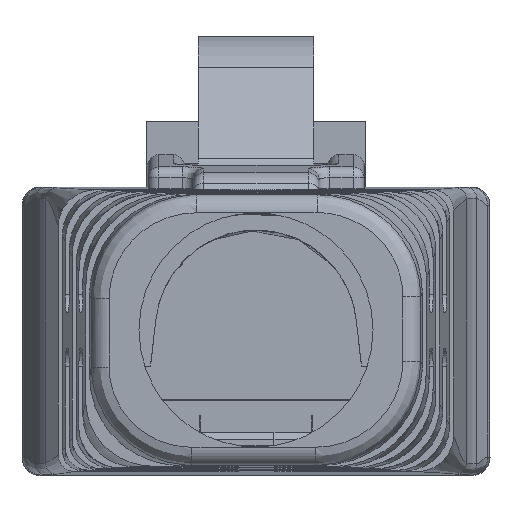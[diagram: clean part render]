
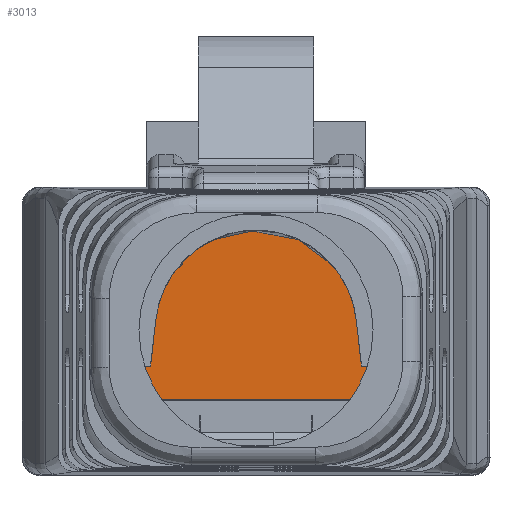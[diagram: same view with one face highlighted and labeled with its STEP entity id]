
A CAD part, top view. The second image highlights one B-rep face of the part: STEP entity #3013.
In plain terms, the highlighted planar face has unit normal (0, 0, 1).
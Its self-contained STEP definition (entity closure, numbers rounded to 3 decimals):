
#679=AXIS2_PLACEMENT_3D('Plane Axis2P3D',#676,#677,#678) ;
#676=CARTESIAN_POINT('Axis2P3D Location',(1.41,6.5,22.1)) ;
#1323=CARTESIAN_POINT('Vertex',(11.5,2.09,22.1)) ;
#1326=CARTESIAN_POINT('Line Origine',(6.5,2.09,22.1)) ;
#1330=CARTESIAN_POINT('Vertex',(1.5,2.09,22.1)) ;
#2893=CARTESIAN_POINT('Control Point',(2.,7.239,22.1)) ;
#2894=CARTESIAN_POINT('Control Point',(1.942,7.239,22.1)) ;
#2895=CARTESIAN_POINT('Control Point',(1.882,7.23,22.1)) ;
#2896=CARTESIAN_POINT('Control Point',(1.825,7.213,22.1)) ;
#2897=CARTESIAN_POINT('Control Point',(1.731,7.168,22.1)) ;
#2898=CARTESIAN_POINT('Control Point',(1.65,7.1,22.1)) ;
#2899=CARTESIAN_POINT('Control Point',(1.621,7.069,22.1)) ;
#2900=CARTESIAN_POINT('Control Point',(1.596,7.036,22.1)) ;
#2901=CARTESIAN_POINT('Control Point',(1.574,7.,22.1)) ;
#2902=CARTESIAN_POINT('Vertex',(2.,7.239,22.1)) ;
#2904=CARTESIAN_POINT('Vertex',(1.574,7.,22.1)) ;
#2908=CARTESIAN_POINT('Control Point',(1.574,7.,22.1)) ;
#2909=CARTESIAN_POINT('Control Point',(1.561,6.979,22.1)) ;
#2910=CARTESIAN_POINT('Control Point',(1.549,6.957,22.1)) ;
#2911=CARTESIAN_POINT('Control Point',(1.539,6.935,22.1)) ;
#2912=CARTESIAN_POINT('Control Point',(1.519,6.884,22.1)) ;
#2913=CARTESIAN_POINT('Control Point',(1.507,6.83,22.1)) ;
#2914=CARTESIAN_POINT('Control Point',(1.502,6.799,22.1)) ;
#2915=CARTESIAN_POINT('Control Point',(1.5,6.769,22.1)) ;
#2916=CARTESIAN_POINT('Control Point',(1.5,6.739,22.1)) ;
#2917=CARTESIAN_POINT('Vertex',(1.5,6.739,22.1)) ;
#2920=CARTESIAN_POINT('Line Origine',(1.5,4.414,22.1)) ;
#2925=CARTESIAN_POINT('Line Origine',(11.5,4.414,22.1)) ;
#2929=CARTESIAN_POINT('Vertex',(11.5,6.739,22.1)) ;
#2933=CARTESIAN_POINT('Control Point',(11.5,6.739,22.1)) ;
#2934=CARTESIAN_POINT('Control Point',(11.5,6.792,22.1)) ;
#2935=CARTESIAN_POINT('Control Point',(11.493,6.847,22.1)) ;
#2936=CARTESIAN_POINT('Control Point',(11.478,6.9,22.1)) ;
#2937=CARTESIAN_POINT('Control Point',(11.456,6.952,22.1)) ;
#2938=CARTESIAN_POINT('Control Point',(11.426,7.,22.1)) ;
#2939=CARTESIAN_POINT('Vertex',(11.426,7.,22.1)) ;
#2943=CARTESIAN_POINT('Control Point',(11.426,7.,22.1)) ;
#2944=CARTESIAN_POINT('Control Point',(11.422,7.007,22.1)) ;
#2945=CARTESIAN_POINT('Control Point',(11.417,7.014,22.1)) ;
#2946=CARTESIAN_POINT('Control Point',(11.412,7.022,22.1)) ;
#2947=CARTESIAN_POINT('Control Point',(11.388,7.056,22.1)) ;
#2948=CARTESIAN_POINT('Control Point',(11.361,7.088,22.1)) ;
#2949=CARTESIAN_POINT('Control Point',(11.337,7.11,22.1)) ;
#2950=CARTESIAN_POINT('Control Point',(11.262,7.172,22.1)) ;
#2951=CARTESIAN_POINT('Control Point',(11.175,7.213,22.1)) ;
#2952=CARTESIAN_POINT('Control Point',(11.118,7.23,22.1)) ;
#2953=CARTESIAN_POINT('Control Point',(11.058,7.239,22.1)) ;
#2954=CARTESIAN_POINT('Control Point',(11.,7.239,22.1)) ;
#2955=CARTESIAN_POINT('Vertex',(11.,7.239,22.1)) ;
#2958=CARTESIAN_POINT('Line Origine',(10.,7.239,22.1)) ;
#2962=CARTESIAN_POINT('Vertex',(9.,7.239,22.1)) ;
#2965=CARTESIAN_POINT('Line Origine',(9.,7.019,22.1)) ;
#2969=CARTESIAN_POINT('Vertex',(9.,6.8,22.1)) ;
#2972=CARTESIAN_POINT('Line Origine',(8.739,6.8,22.1)) ;
#2976=CARTESIAN_POINT('Vertex',(8.478,6.8,22.1)) ;
#2979=CARTESIAN_POINT('Line Origine',(6.239,6.8,22.1)) ;
#2983=CARTESIAN_POINT('Vertex',(4.,6.8,22.1)) ;
#2986=CARTESIAN_POINT('Line Origine',(4.,7.019,22.1)) ;
#2990=CARTESIAN_POINT('Vertex',(4.,7.239,22.1)) ;
#2993=CARTESIAN_POINT('Line Origine',(3.,7.239,22.1)) ;
#677=DIRECTION('Axis2P3D Direction',(0.,0.,1.)) ;
#678=DIRECTION('Axis2P3D XDirection',(-1.,0.,0.)) ;
#1327=DIRECTION('Vector Direction',(-1.,0.,0.)) ;
#2921=DIRECTION('Vector Direction',(0.,-1.,0.)) ;
#2926=DIRECTION('Vector Direction',(0.,1.,0.)) ;
#2959=DIRECTION('Vector Direction',(1.,0.,0.)) ;
#2966=DIRECTION('Vector Direction',(0.,1.,0.)) ;
#2973=DIRECTION('Vector Direction',(1.,0.,0.)) ;
#2980=DIRECTION('Vector Direction',(1.,0.,0.)) ;
#2987=DIRECTION('Vector Direction',(0.,1.,0.)) ;
#2994=DIRECTION('Vector Direction',(1.,0.,0.)) ;
#1328=VECTOR('Line Direction',#1327,1.) ;
#2922=VECTOR('Line Direction',#2921,1.) ;
#2927=VECTOR('Line Direction',#2926,1.) ;
#2960=VECTOR('Line Direction',#2959,1.) ;
#2967=VECTOR('Line Direction',#2966,1.) ;
#2974=VECTOR('Line Direction',#2973,1.) ;
#2981=VECTOR('Line Direction',#2980,1.) ;
#2988=VECTOR('Line Direction',#2987,1.) ;
#2995=VECTOR('Line Direction',#2994,1.) ;
#2999=ORIENTED_EDGE('',*,*,#2906,.T.) ;
#3000=ORIENTED_EDGE('',*,*,#2919,.T.) ;
#3001=ORIENTED_EDGE('',*,*,#2924,.T.) ;
#3002=ORIENTED_EDGE('',*,*,#1332,.F.) ;
#3003=ORIENTED_EDGE('',*,*,#2931,.T.) ;
#3004=ORIENTED_EDGE('',*,*,#2941,.T.) ;
#3005=ORIENTED_EDGE('',*,*,#2957,.T.) ;
#3006=ORIENTED_EDGE('',*,*,#2964,.F.) ;
#3007=ORIENTED_EDGE('',*,*,#2971,.F.) ;
#3008=ORIENTED_EDGE('',*,*,#2978,.F.) ;
#3009=ORIENTED_EDGE('',*,*,#2985,.F.) ;
#3010=ORIENTED_EDGE('',*,*,#2992,.T.) ;
#3011=ORIENTED_EDGE('',*,*,#2997,.F.) ;
#3013=ADVANCED_FACE('2584980000.1',(#3012),#680,.T.) ;
#2892=B_SPLINE_CURVE_WITH_KNOTS('',5,(#2893,#2894,#2895,#2896,#2897,#2898,#2899,#2900,#2901),.UNSPECIFIED.,.F.,.U.,(6,3,6),(0.,0.441,0.725),.UNSPECIFIED.) ;
#2907=B_SPLINE_CURVE_WITH_KNOTS('',5,(#2908,#2909,#2910,#2911,#2912,#2913,#2914,#2915,#2916),.UNSPECIFIED.,.F.,.U.,(6,3,6),(0.725,0.892,1.113),.UNSPECIFIED.) ;
#2932=B_SPLINE_CURVE_WITH_KNOTS('',5,(#2933,#2934,#2935,#2936,#2937,#2938),.UNSPECIFIED.,.F.,.U.,(6,6),(0.,0.392),.UNSPECIFIED.) ;
#2942=B_SPLINE_CURVE_WITH_KNOTS('',5,(#2943,#2944,#2945,#2946,#2947,#2948,#2949,#2950,#2951,#2952,#2953,#2954),.UNSPECIFIED.,.F.,.U.,(6,3,3,6),(0.392,0.452,0.681,1.122),.UNSPECIFIED.) ;
#1332=EDGE_CURVE('',#1324,#1331,#1329,.T.) ;
#2906=EDGE_CURVE('',#2903,#2905,#2892,.T.) ;
#2919=EDGE_CURVE('',#2905,#2918,#2907,.T.) ;
#2924=EDGE_CURVE('',#2918,#1331,#2923,.T.) ;
#2931=EDGE_CURVE('',#1324,#2930,#2928,.T.) ;
#2941=EDGE_CURVE('',#2930,#2940,#2932,.T.) ;
#2957=EDGE_CURVE('',#2940,#2956,#2942,.T.) ;
#2964=EDGE_CURVE('',#2963,#2956,#2961,.T.) ;
#2971=EDGE_CURVE('',#2970,#2963,#2968,.T.) ;
#2978=EDGE_CURVE('',#2977,#2970,#2975,.T.) ;
#2985=EDGE_CURVE('',#2984,#2977,#2982,.T.) ;
#2992=EDGE_CURVE('',#2984,#2991,#2989,.T.) ;
#2997=EDGE_CURVE('',#2903,#2991,#2996,.T.) ;
#2998=EDGE_LOOP('',(#2999,#3000,#3001,#3002,#3003,#3004,#3005,#3006,#3007,#3008,#3009,#3010,#3011)) ;
#3012=FACE_OUTER_BOUND('',#2998,.T.) ;
#1329=LINE('Line',#1326,#1328) ;
#2923=LINE('Line',#2920,#2922) ;
#2928=LINE('Line',#2925,#2927) ;
#2961=LINE('Line',#2958,#2960) ;
#2968=LINE('Line',#2965,#2967) ;
#2975=LINE('Line',#2972,#2974) ;
#2982=LINE('Line',#2979,#2981) ;
#2989=LINE('Line',#2986,#2988) ;
#2996=LINE('Line',#2993,#2995) ;
#680=PLANE('',#679) ;
#1324=VERTEX_POINT('',#1323) ;
#1331=VERTEX_POINT('',#1330) ;
#2903=VERTEX_POINT('',#2902) ;
#2905=VERTEX_POINT('',#2904) ;
#2918=VERTEX_POINT('',#2917) ;
#2930=VERTEX_POINT('',#2929) ;
#2940=VERTEX_POINT('',#2939) ;
#2956=VERTEX_POINT('',#2955) ;
#2963=VERTEX_POINT('',#2962) ;
#2970=VERTEX_POINT('',#2969) ;
#2977=VERTEX_POINT('',#2976) ;
#2984=VERTEX_POINT('',#2983) ;
#2991=VERTEX_POINT('',#2990) ;
